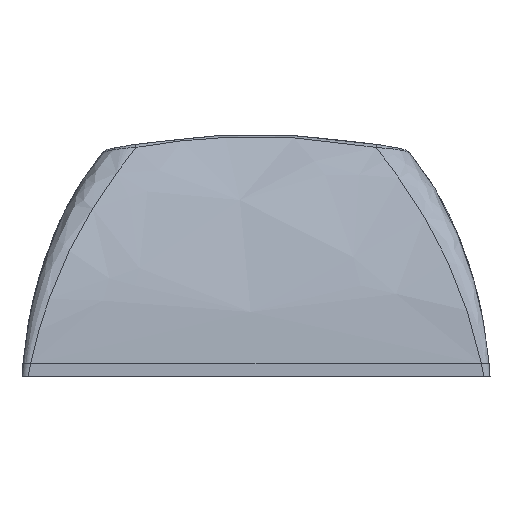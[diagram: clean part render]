
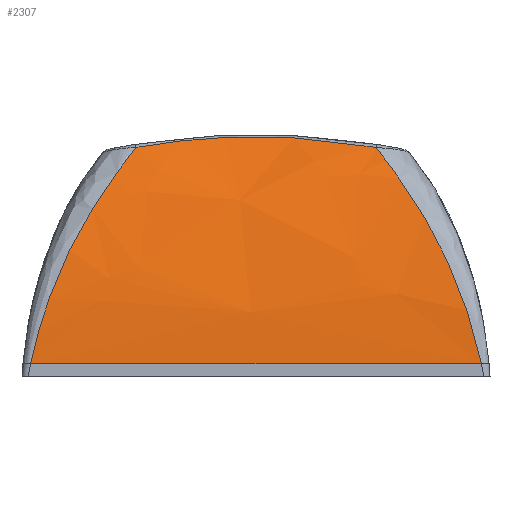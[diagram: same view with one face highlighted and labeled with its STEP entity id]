
A CAD part, left-side view. The second image highlights one B-rep face of the part: STEP entity #2307.
In plain terms, the highlighted free-form (B-spline) face has degree [3, 1] with [7, 2] control points.
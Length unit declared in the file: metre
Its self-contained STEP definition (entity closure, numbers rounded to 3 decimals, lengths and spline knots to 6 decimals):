
#35=B_SPLINE_SURFACE_WITH_KNOTS('',3,1,((#4835,#4836),(#4837,#4838),(#4839,
#4840),(#4841,#4842),(#4843,#4844),(#4845,#4846),(#4847,#4848)),
 .SURF_OF_LINEAR_EXTRUSION.,.F.,.F.,.F.,(4,1,1,1,4),(2,2),(0.,0.224064,
0.448128,0.672193,0.896257),(0.,1.),
 .UNSPECIFIED.);
#65=B_SPLINE_CURVE_WITH_KNOTS('',3,(#3903,#3904,#3905,#3906,#3907,#3908,
#3909,#3910),.UNSPECIFIED.,.F.,.F.,(4,1,1,1,1,4),(0.,0.25,0.5,0.625,0.75,
1.),.UNSPECIFIED.);
#83=B_SPLINE_CURVE_WITH_KNOTS('',3,(#4629,#4630,#4631,#4632,#4633,#4634,
#4635,#4636,#4637,#4638,#4639,#4640,#4641,#4642,#4643,#4644,#4645,#4646,
#4647,#4648,#4649,#4650,#4651),.UNSPECIFIED.,.F.,.F.,(4,1,1,1,1,1,1,1,1,
1,1,1,1,1,1,1,1,1,1,1,4),(0.,0.25,0.375,0.4375,0.5,0.5625,0.625,0.6875,
0.71875,0.734375,0.75,0.765625,0.78125,0.8125,0.84375,0.859375,0.875,0.890625,
0.90625,0.9375,1.),.UNSPECIFIED.);
#84=B_SPLINE_CURVE_WITH_KNOTS('',3,(#4736,#4737,#4738,#4739,#4740,#4741,
#4742,#4743,#4744,#4745,#4746,#4747,#4748,#4749,#4750,#4751,#4752,#4753,
#4754,#4755),.UNSPECIFIED.,.F.,.F.,(4,1,1,1,1,1,1,1,1,1,1,1,1,1,1,1,1,4),
(0.,0.0625,0.09375,0.125,0.1875,0.21875,0.234375,0.25,0.265625,0.28125,
0.3125,0.375,0.4375,0.5,0.5625,0.625,0.75,1.),.UNSPECIFIED.);
#695=ORIENTED_EDGE('',*,*,#1075,.T.);
#696=ORIENTED_EDGE('',*,*,#1042,.T.);
#697=ORIENTED_EDGE('',*,*,#1076,.T.);
#698=ORIENTED_EDGE('',*,*,#1082,.T.);
#1042=EDGE_CURVE('',#1266,#1262,#65,.T.);
#1075=EDGE_CURVE('',#1284,#1266,#83,.T.);
#1076=EDGE_CURVE('',#1262,#1287,#84,.T.);
#1082=EDGE_CURVE('',#1287,#1284,#1542,.T.);
#1262=VERTEX_POINT('',#3817);
#1266=VERTEX_POINT('',#3892);
#1284=VERTEX_POINT('',#4514);
#1287=VERTEX_POINT('',#4756);
#1542=LINE('',#4849,#1799);
#1799=VECTOR('',#2942,1.);
#1934=EDGE_LOOP('',(#695,#696,#697,#698));
#2074=FACE_BOUND('',#1934,.T.);
#2307=ADVANCED_FACE('',(#2074),#35,.T.);
#2942=DIRECTION('',(0.,-1.,0.));
#3817=CARTESIAN_POINT('',(0.16562,-0.042706,0.008959));
#3892=CARTESIAN_POINT('',(0.16562,-0.052079,0.008959));
#3903=CARTESIAN_POINT('',(0.16562,-0.052079,0.008959));
#3904=CARTESIAN_POINT('',(0.165771,-0.051233,0.009109));
#3905=CARTESIAN_POINT('',(0.166011,-0.049599,0.009314));
#3906=CARTESIAN_POINT('',(0.166114,-0.047724,0.009391));
#3907=CARTESIAN_POINT('',(0.166071,-0.046281,0.009359));
#3908=CARTESIAN_POINT('',(0.165948,-0.044752,0.009261));
#3909=CARTESIAN_POINT('',(0.165769,-0.043543,0.009107));
#3910=CARTESIAN_POINT('',(0.16562,-0.042706,0.008959));
#4514=CARTESIAN_POINT('',(0.1623,-0.056191,0.000508));
#4629=CARTESIAN_POINT('',(0.162301,-0.056191,0.000508));
#4630=CARTESIAN_POINT('',(0.162376,-0.056006,0.001382));
#4631=CARTESIAN_POINT('',(0.162575,-0.055661,0.002587));
#4632=CARTESIAN_POINT('',(0.162935,-0.055138,0.003915));
#4633=CARTESIAN_POINT('',(0.163173,-0.05481,0.004648));
#4634=CARTESIAN_POINT('',(0.163381,-0.054532,0.005218));
#4635=CARTESIAN_POINT('',(0.163561,-0.054296,0.005664));
#4636=CARTESIAN_POINT('',(0.16378,-0.054015,0.006163));
#4637=CARTESIAN_POINT('',(0.163981,-0.053765,0.006579));
#4638=CARTESIAN_POINT('',(0.164138,-0.053574,0.00688));
#4639=CARTESIAN_POINT('',(0.164228,-0.053467,0.007044));
#4640=CARTESIAN_POINT('',(0.16431,-0.05337,0.00719));
#4641=CARTESIAN_POINT('',(0.164345,-0.05333,0.00725));
#4642=CARTESIAN_POINT('',(0.164416,-0.053247,0.007372));
#4643=CARTESIAN_POINT('',(0.164513,-0.053136,0.007532));
#4644=CARTESIAN_POINT('',(0.164629,-0.053007,0.007715));
#4645=CARTESIAN_POINT('',(0.164739,-0.052888,0.00788));
#4646=CARTESIAN_POINT('',(0.164817,-0.052805,0.007993));
#4647=CARTESIAN_POINT('',(0.164947,-0.052671,0.008174));
#4648=CARTESIAN_POINT('',(0.165096,-0.052526,0.00837));
#4649=CARTESIAN_POINT('',(0.165348,-0.052293,0.008679));
#4650=CARTESIAN_POINT('',(0.165525,-0.052151,0.008864));
#4651=CARTESIAN_POINT('',(0.16562,-0.052079,0.008959));
#4736=CARTESIAN_POINT('',(0.16562,-0.042705,0.008959));
#4737=CARTESIAN_POINT('',(0.165524,-0.042633,0.008863));
#4738=CARTESIAN_POINT('',(0.165352,-0.042494,0.008682));
#4739=CARTESIAN_POINT('',(0.165091,-0.042256,0.008366));
#4740=CARTESIAN_POINT('',(0.164795,-0.041962,0.007972));
#4741=CARTESIAN_POINT('',(0.164563,-0.041706,0.007615));
#4742=CARTESIAN_POINT('',(0.16442,-0.041541,0.007378));
#4743=CARTESIAN_POINT('',(0.164346,-0.041455,0.007251));
#4744=CARTESIAN_POINT('',(0.164311,-0.041414,0.007191));
#4745=CARTESIAN_POINT('',(0.164228,-0.041317,0.007045));
#4746=CARTESIAN_POINT('',(0.164139,-0.04121,0.00688));
#4747=CARTESIAN_POINT('',(0.163981,-0.041019,0.00658));
#4748=CARTESIAN_POINT('',(0.16378,-0.040769,0.006164));
#4749=CARTESIAN_POINT('',(0.163562,-0.040488,0.005665));
#4750=CARTESIAN_POINT('',(0.163382,-0.040252,0.005219));
#4751=CARTESIAN_POINT('',(0.163174,-0.039975,0.00465));
#4752=CARTESIAN_POINT('',(0.162936,-0.039647,0.003917));
#4753=CARTESIAN_POINT('',(0.162575,-0.039124,0.002589));
#4754=CARTESIAN_POINT('',(0.162376,-0.038779,0.001383));
#4755=CARTESIAN_POINT('',(0.162301,-0.038593,0.000508));
#4756=CARTESIAN_POINT('',(0.162301,-0.038594,0.000508));
#4835=CARTESIAN_POINT('',(0.162301,-0.056297,0.000508));
#4836=CARTESIAN_POINT('',(0.162301,-0.038487,0.000508));
#4837=CARTESIAN_POINT('',(0.162362,-0.056297,0.001221));
#4838=CARTESIAN_POINT('',(0.162362,-0.038487,0.001221));
#4839=CARTESIAN_POINT('',(0.162569,-0.056297,0.002625));
#4840=CARTESIAN_POINT('',(0.162569,-0.038487,0.002625));
#4841=CARTESIAN_POINT('',(0.163175,-0.056297,0.004813));
#4842=CARTESIAN_POINT('',(0.163175,-0.038487,0.004813));
#4843=CARTESIAN_POINT('',(0.164233,-0.056297,0.007266));
#4844=CARTESIAN_POINT('',(0.164233,-0.038487,0.007266));
#4845=CARTESIAN_POINT('',(0.165399,-0.056297,0.00886));
#4846=CARTESIAN_POINT('',(0.165399,-0.038487,0.00886));
#4847=CARTESIAN_POINT('',(0.166147,-0.056297,0.009416));
#4848=CARTESIAN_POINT('',(0.166147,-0.038487,0.009416));
#4849=CARTESIAN_POINT('',(0.162301,-0.057492,0.000508));
